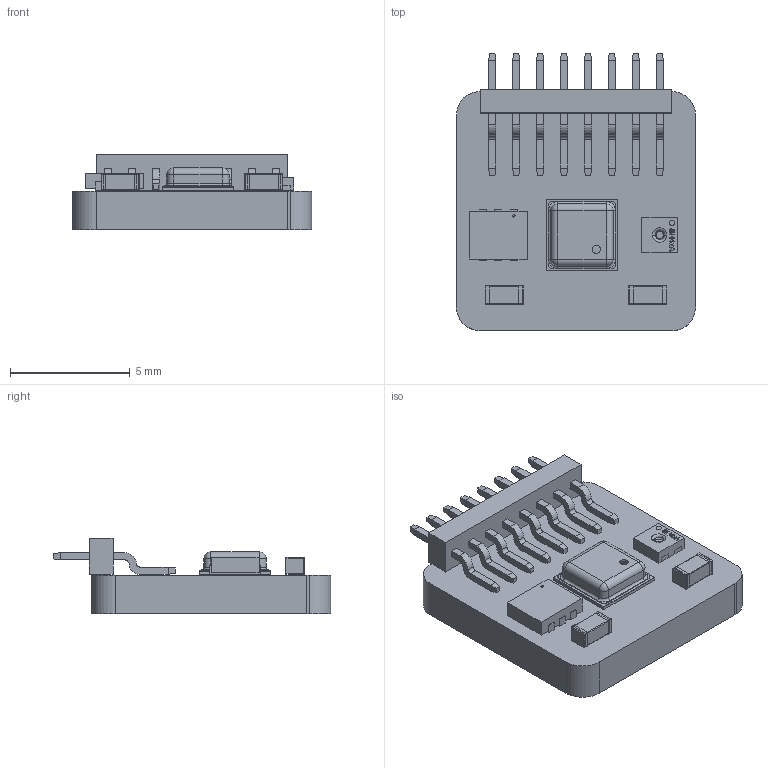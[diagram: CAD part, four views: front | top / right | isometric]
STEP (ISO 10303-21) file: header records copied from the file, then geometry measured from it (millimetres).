
FILE_DESCRIPTION(('KiCad electronic assembly'),'2;1');
FILE_NAME('LoRa-V3-Sensor-PCB-3D.step','2025-04-16T13:46:49',('Pcbnew'), ('Kicad'),'Open CASCADE STEP processor 7.6','KiCad to STEP converter', 'Unknown');
FILE_SCHEMA(('AUTOMOTIVE_DESIGN { 1 0 10303 214 1 1 1 1 }'));
Length unit declared in the file: millimetre
Products named in the file (14): LoRa-V3-Sensor-PCB-3D 1; BC034-08-A-V-0150-L-C; SON-06-FN_2000X2400_AMS; part; BME688; BME680; SHT40-AD1B-R2; 149048-00_Publikationsmodell SHT4xA-StandardDFN; C0603_070; Part 3; Part 2; Part 1; LoRa-V3-Sensor-PCB_PCB
Assembly tree (14 placements, depth 3):
  LoRa-V3-Sensor-PCB-3D 1
    BC034-08-A-V-0150-L-C
      BC034-08-A-V-0150-L-C
    SON-06-FN_2000X2400_AMS
      part
    BME688
      BME680
    SHT40-AD1B-R2
      149048-00_Publikationsmodell SHT4xA-StandardDFN
    C0603_070  x2
      Part 3
      Part 2
      Part 1
    LoRa-V3-Sensor-PCB_PCB
Bounding box: 10 x 11.6 x 3.15 mm (x, y, z)
Volume: 183.2 mm3; surface area: 474 mm2
Topology: 41 solids, 41 shells, 664 faces, 1555 edges, 974 vertices
Faces by surface type: plane 489, cylinder 125, sphere 24, bspline 18, torus 8
Full cylindrical faces by diameter (mm): 0.1 x1, 0.15 x1, 0.35 x1
Entity records: 20226 total; most frequent: CARTESIAN_POINT 3989, ORIENTED_EDGE 2886, DIRECTION 2858, EDGE_CURVE 1443, LINE 1184, VECTOR 1184, VERTEX_POINT 918, AXIS2_PLACEMENT_3D 837
